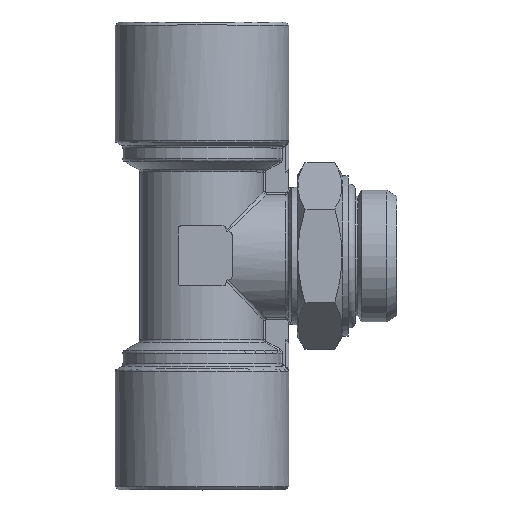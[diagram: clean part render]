
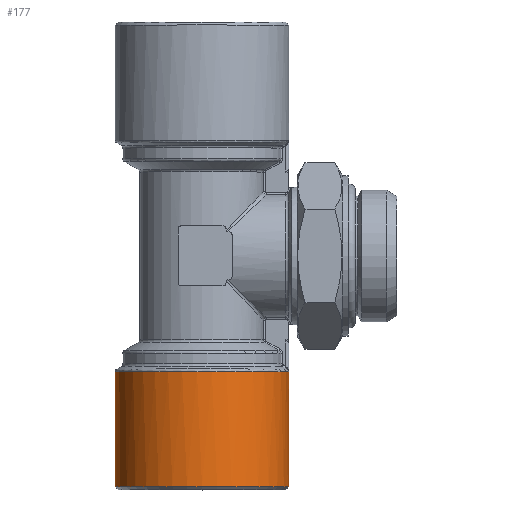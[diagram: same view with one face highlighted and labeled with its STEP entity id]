
A CAD part, top view. The second image highlights one B-rep face of the part: STEP entity #177.
In plain terms, the highlighted cylindrical face has radius 14.5 mm (diameter 29 mm), a full revolution.
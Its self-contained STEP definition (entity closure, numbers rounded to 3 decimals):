
#177 = ADVANCED_FACE( 'NONE', ( #765, #766 ), #767, .T. );
#765 = FACE_OUTER_BOUND( '', #2694, .T. );
#766 = FACE_OUTER_BOUND( '', #2695, .T. );
#767 = CYLINDRICAL_SURFACE( '', #2696, 14.5 );
#2694 = EDGE_LOOP( '', ( #8680, #8681, #8682 ) );
#2695 = EDGE_LOOP( '', ( #8683 ) );
#2696 = AXIS2_PLACEMENT_3D( '', #8684, #8685, #8686 );
#8680 = ORIENTED_EDGE( '', *, *, #11591, .F. );
#8681 = ORIENTED_EDGE( '', *, *, #11592, .F. );
#8682 = ORIENTED_EDGE( '', *, *, #11593, .F. );
#8683 = ORIENTED_EDGE( '', *, *, #11594, .T. );
#8684 = CARTESIAN_POINT( '', ( 0., 0., 0. ) );
#8685 = DIRECTION( '', ( 0., -1., 0. ) );
#8686 = DIRECTION( '', ( 0., 0., -1. ) );
#11591 = EDGE_CURVE( 'NONE', #13157, #13106, #13158, .T. );
#11592 = EDGE_CURVE( 'NONE', #13159, #13157, #13160, .T. );
#11593 = EDGE_CURVE( 'NONE', #13106, #13159, #13161, .T. );
#11594 = EDGE_CURVE( 'NONE', #13162, #13162, #13163, .T. );
#13106 = VERTEX_POINT( 'NONE', #17103 );
#13157 = VERTEX_POINT( 'NONE', #17246 );
#13158 = CIRCLE( '', #17247, 14.5 );
#13159 = VERTEX_POINT( 'NONE', #17248 );
#13160 = CIRCLE( '', #17249, 14.5 );
#13161 = CIRCLE( '', #17250, 14.5 );
#13162 = VERTEX_POINT( '', #17251 );
#13163 = CIRCLE( '', #17252, 14.5 );
#17103 = CARTESIAN_POINT( '', ( 14.444, -19.299, 1.27 ) );
#17246 = CARTESIAN_POINT( '', ( 14.444, -19.299, -1.27 ) );
#17247 = AXIS2_PLACEMENT_3D( '', #22705, #22706, #22707 );
#17248 = CARTESIAN_POINT( '', ( 14.5, -19.299, 0. ) );
#17249 = AXIS2_PLACEMENT_3D( '', #22708, #22709, #22710 );
#17250 = AXIS2_PLACEMENT_3D( '', #22711, #22712, #22713 );
#17251 = CARTESIAN_POINT( '', ( 0., -38.5, -14.5 ) );
#17252 = AXIS2_PLACEMENT_3D( '', #22714, #22715, #22716 );
#22705 = CARTESIAN_POINT( '', ( 0., -19.299, 0. ) );
#22706 = DIRECTION( '', ( 0., 1., 0. ) );
#22707 = DIRECTION( '', ( 0., 0., -1. ) );
#22708 = CARTESIAN_POINT( '', ( 0., -19.299, 0. ) );
#22709 = DIRECTION( '', ( 0., 1., 0. ) );
#22710 = DIRECTION( '', ( 0., 0., -1. ) );
#22711 = CARTESIAN_POINT( '', ( 0., -19.299, 0. ) );
#22712 = DIRECTION( '', ( 0., 1., 0. ) );
#22713 = DIRECTION( '', ( 0., 0., -1. ) );
#22714 = CARTESIAN_POINT( '', ( 0., -38.5, 0. ) );
#22715 = DIRECTION( '', ( 0., 1., 0. ) );
#22716 = DIRECTION( '', ( 0., 0., -1. ) );
